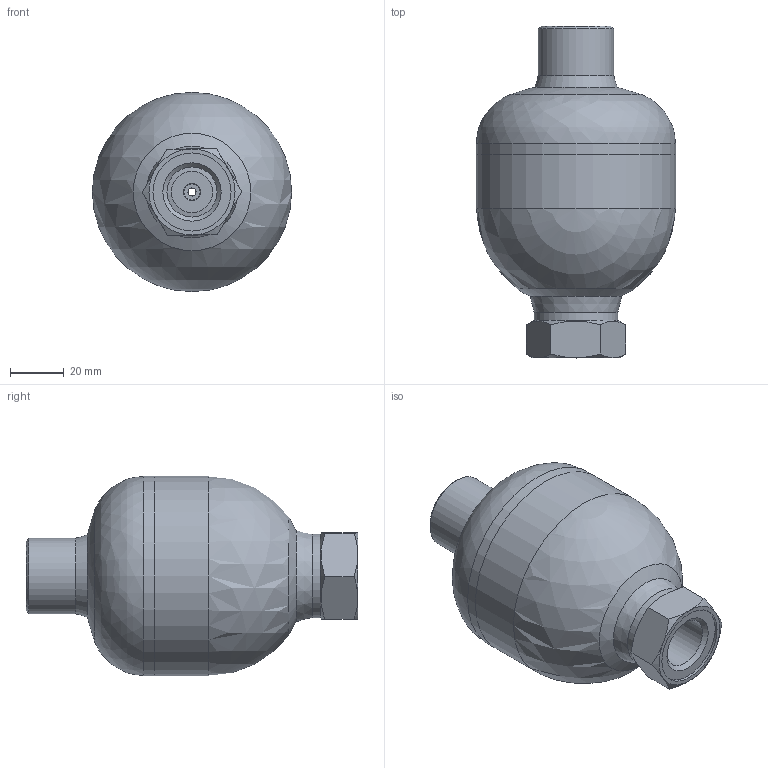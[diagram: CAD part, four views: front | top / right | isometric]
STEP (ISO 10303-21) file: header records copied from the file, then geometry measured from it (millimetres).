
FILE_DESCRIPTION((''),'2;1');
FILE_NAME('02208-01000.stp','2018-08-22T07:20:14',('M.Michel'),(''),'Autodesk Inventor 2010','Autodesk Inventor 2010','');
FILE_SCHEMA(('AUTOMOTIVE_DESIGN { 1 0 10303 214 1 1 1 1 }'));
Length unit declared in the file: millimetre
Products named in the file (7): 02208-01000; Welds_1; 42208-00265; 42208-00264; 42108-00266; 42202-00281; 42202-01327
Assembly tree (6 placements, depth 2):
  02208-01000
    Welds_1
    42208-00265
    42208-00264
    42108-00266
    42202-00281
    42202-01327
Bounding box: 74 x 123.29 x 74 mm (x, y, z)
Volume: 108715.6 mm3; surface area: 60412.4 mm2
Topology: 7 solids, 7 shells, 90 faces, 186 edges, 108 vertices
Faces by surface type: cone 26, bspline 22, plane 17, cylinder 16, torus 7, sphere 2
Full cylindrical faces by diameter (mm): 28 x1, 31 x1, 53.5 x1, 56.5 x1, 60.5 x1, 62 x1, 65.399 x1, 66 x4, 66.2 x2, 67.4 x1, 74 x2
Entity records: 2635 total; most frequent: CARTESIAN_POINT 897, DIRECTION 342, ORIENTED_EDGE 222, AXIS2_PLACEMENT_3D 168, EDGE_LOOP 168, EDGE_CURVE 111, VERTEX_POINT 99, FACE_OUTER_BOUND 90
